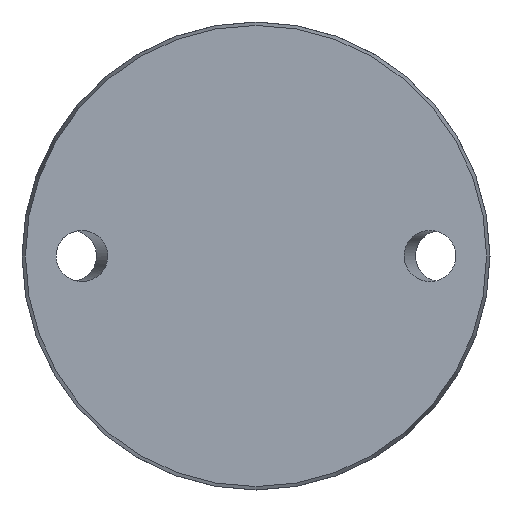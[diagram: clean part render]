
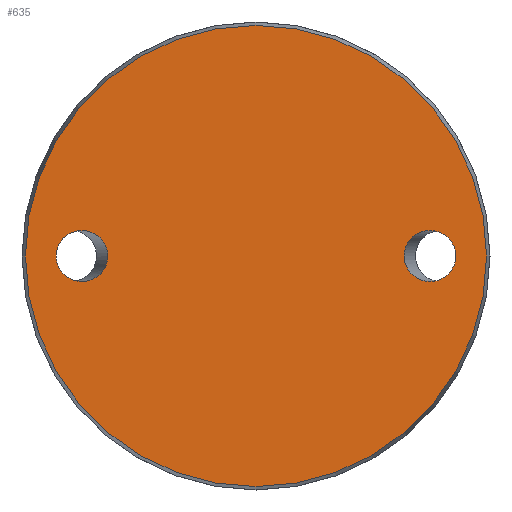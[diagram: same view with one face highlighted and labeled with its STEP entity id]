
A CAD part, front view. The second image highlights one B-rep face of the part: STEP entity #635.
In plain terms, the highlighted planar face has unit normal (0, -1, 0).
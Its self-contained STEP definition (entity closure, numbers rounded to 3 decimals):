
#16 = EDGE_CURVE ( 'NONE', #844, #844, #176, .T. ) ;
#27 = EDGE_LOOP ( 'NONE', ( #336 ) ) ;
#39 = DIRECTION ( 'NONE',  ( 0., 0., 1. ) ) ;
#50 = EDGE_CURVE ( 'NONE', #774, #774, #180, .T. ) ;
#89 = CARTESIAN_POINT ( 'NONE',  ( 33.309, 0., -8.5 ) ) ;
#97 = CARTESIAN_POINT ( 'NONE',  ( -24.691, 0., 0. ) ) ;
#154 = DIRECTION ( 'NONE',  ( 0., 0., -1. ) ) ;
#160 = CARTESIAN_POINT ( 'NONE',  ( 0., 0., -38.425 ) ) ;
#176 = CIRCLE ( 'NONE', #771, 38.425 ) ;
#180 =( BOUNDED_CURVE ( )  B_SPLINE_CURVE ( 3, ( #605, #776, #89, #926, #379, #687, #698 ),
 .UNSPECIFIED., .T., .F. ) 
 B_SPLINE_CURVE_WITH_KNOTS ( ( 4, 3, 4 ),
 ( 0., 3.142, 6.283 ),
 .UNSPECIFIED. ) 
 CURVE ( )  GEOMETRIC_REPRESENTATION_ITEM ( )  RATIONAL_B_SPLINE_CURVE ( ( 1., 0.333, 0.333, 1., 0.333, 0.333, 1. ) ) 
 REPRESENTATION_ITEM ( '' )  );
#182 = EDGE_CURVE ( 'NONE', #465, #465, #380, .T. ) ;
#187 = CARTESIAN_POINT ( 'NONE',  ( -24.691, 0., -8.5 ) ) ;
#201 = EDGE_LOOP ( 'NONE', ( #886 ) ) ;
#239 = CARTESIAN_POINT ( 'NONE',  ( 24.691, 0., 0. ) ) ;
#264 = FACE_BOUND ( 'NONE', #508, .T. ) ;
#336 = ORIENTED_EDGE ( 'NONE', *, *, #182, .T. ) ;
#343 = FACE_BOUND ( 'NONE', #27, .T. ) ;
#379 = CARTESIAN_POINT ( 'NONE',  ( 33.309, 0., 8.5 ) ) ;
#380 =( BOUNDED_CURVE ( )  B_SPLINE_CURVE ( 3, ( #637, #723, #941, #97, #187, #795, #867 ),
 .UNSPECIFIED., .T., .F. ) 
 B_SPLINE_CURVE_WITH_KNOTS ( ( 4, 3, 4 ),
 ( 0., 3.142, 6.283 ),
 .UNSPECIFIED. ) 
 CURVE ( )  GEOMETRIC_REPRESENTATION_ITEM ( )  RATIONAL_B_SPLINE_CURVE ( ( 1., 0.333, 0.333, 1., 0.333, 0.333, 1. ) ) 
 REPRESENTATION_ITEM ( '' )  );
#423 = CARTESIAN_POINT ( 'NONE',  ( -38.425, 0., 0. ) ) ;
#457 = DIRECTION ( 'NONE',  ( 0., -1., 0. ) ) ;
#465 = VERTEX_POINT ( 'NONE', #777 ) ;
#508 = EDGE_LOOP ( 'NONE', ( #546 ) ) ;
#546 = ORIENTED_EDGE ( 'NONE', *, *, #50, .F. ) ;
#577 = PLANE ( 'NONE',  #819 ) ;
#605 = CARTESIAN_POINT ( 'NONE',  ( 24.691, 0., 0. ) ) ;
#635 = ADVANCED_FACE ( 'NONE', ( #343, #264, #655 ), #577, .F. ) ;
#637 = CARTESIAN_POINT ( 'NONE',  ( -33.309, 0., 0. ) ) ;
#655 = FACE_OUTER_BOUND ( 'NONE', #201, .T. ) ;
#687 = CARTESIAN_POINT ( 'NONE',  ( 24.691, 0., 8.5 ) ) ;
#698 = CARTESIAN_POINT ( 'NONE',  ( 24.691, 0., 0. ) ) ;
#723 = CARTESIAN_POINT ( 'NONE',  ( -33.309, 0., 8.5 ) ) ;
#762 = CARTESIAN_POINT ( 'NONE',  ( 0., 0., 0. ) ) ;
#771 = AXIS2_PLACEMENT_3D ( 'NONE', #762, #457, #154 ) ;
#774 = VERTEX_POINT ( 'NONE', #239 ) ;
#776 = CARTESIAN_POINT ( 'NONE',  ( 24.691, 0., -8.5 ) ) ;
#777 = CARTESIAN_POINT ( 'NONE',  ( -33.309, 0., 0. ) ) ;
#795 = CARTESIAN_POINT ( 'NONE',  ( -33.309, 0., -8.5 ) ) ;
#819 = AXIS2_PLACEMENT_3D ( 'NONE', #423, #962, #39 ) ;
#844 = VERTEX_POINT ( 'NONE', #160 ) ;
#867 = CARTESIAN_POINT ( 'NONE',  ( -33.309, 0., 0. ) ) ;
#886 = ORIENTED_EDGE ( 'NONE', *, *, #16, .T. ) ;
#926 = CARTESIAN_POINT ( 'NONE',  ( 33.309, 0., 0. ) ) ;
#941 = CARTESIAN_POINT ( 'NONE',  ( -24.691, 0., 8.5 ) ) ;
#962 = DIRECTION ( 'NONE',  ( 0., 1., 0. ) ) ;
